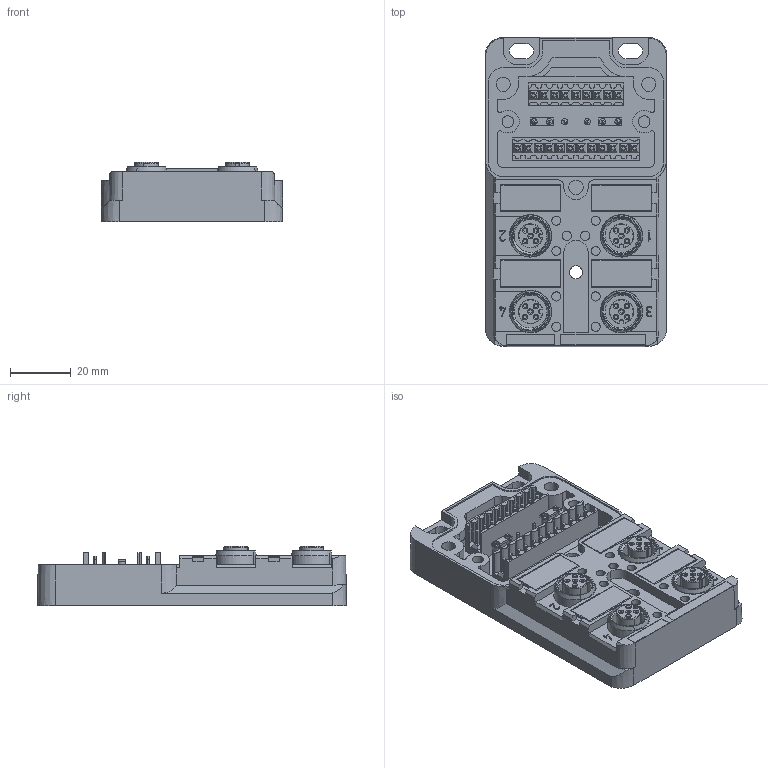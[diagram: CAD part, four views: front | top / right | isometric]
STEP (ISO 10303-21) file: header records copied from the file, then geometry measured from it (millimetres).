
FILE_DESCRIPTION(('CATIA V5 STEP Exchange','CAx-IF Rec.Pracs.--- Model Styling and Organization---1.4--- 2014-01-23'),'2;1');
FILE_NAME ('018981-2_1', '2020-02-20T13:13:59+00:00', ('none'), ('Weidmueller'), 'CATIA Version 5-6 Release 2016 SP3 HF44', 'CATIA V5 STEP AP214', 'none');
FILE_SCHEMA(('AUTOMOTIVE_DESIGN { 1 0 10303 214 1 1 1 1 }'));
Length unit declared in the file: millimetre
Products named in the file (1): 1701231000
Bounding box: 60 x 102 x 19.5 mm (x, y, z)
Volume: 74185.2 mm3; surface area: 39735.3 mm2
Topology: 23 solids, 23 shells, 1846 faces, 4683 edges, 2996 vertices
Faces by surface type: plane 958, cylinder 588, cone 248, torus 40, sphere 12
Entity records: 51645 total; most frequent: CARTESIAN_POINT 10251, ORIENTED_EDGE 9342, DIRECTION 6829, EDGE_CURVE 4671, VERTEX_POINT 2996, AXIS2_PLACEMENT_3D 2870, VECTOR 2677, LINE 2677
